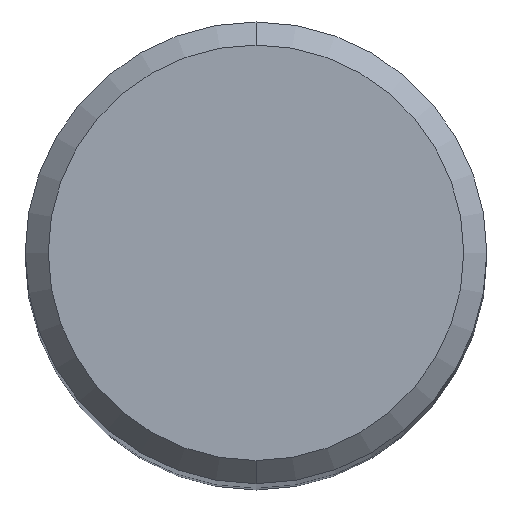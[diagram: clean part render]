
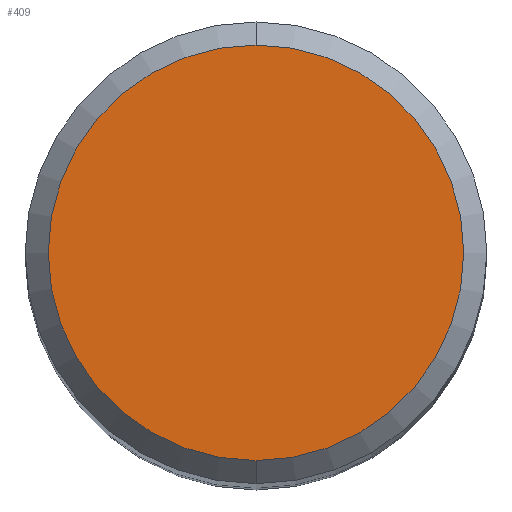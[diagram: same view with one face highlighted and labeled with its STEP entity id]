
A CAD part, top view. The second image highlights one B-rep face of the part: STEP entity #409.
In plain terms, the highlighted planar face has unit normal (0, 0, 1).
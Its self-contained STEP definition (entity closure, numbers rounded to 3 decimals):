
#375=VERTEX_POINT('',#686);
#387=EDGE_CURVE('',#375,#391,#699,.T.);
#391=VERTEX_POINT('',#704);
#393=EDGE_CURVE('',#391,#375,#706,.T.);
#409=ADVANCED_FACE('',(#723),#724,.T.);
#686=CARTESIAN_POINT('',(0.,-3.6,41.913));
#699=CIRCLE('',#1311,3.6);
#704=CARTESIAN_POINT('',(0.0,3.6,41.913));
#706=CIRCLE('',#1319,3.6);
#723=FACE_OUTER_BOUND('',#1358,.T.);
#724=PLANE('',#1359);
#1311=AXIS2_PLACEMENT_3D('',#1661,#1662,#1663);
#1319=AXIS2_PLACEMENT_3D('',#1672,#1673,#1674);
#1358=EDGE_LOOP('',(#1688,#1689));
#1359=AXIS2_PLACEMENT_3D('',#1690,#1691,#1692);
#1661=CARTESIAN_POINT('',(0.0,0.0,41.913));
#1662=DIRECTION('',(0.0,0.0,-1.0));
#1663=DIRECTION('',(0.0,1.0,0.0));
#1672=CARTESIAN_POINT('',(0.0,0.0,41.913));
#1673=DIRECTION('',(0.0,0.0,-1.0));
#1674=DIRECTION('',(0.0,1.0,0.0));
#1688=ORIENTED_EDGE('',*,*,#393,.F.);
#1689=ORIENTED_EDGE('',*,*,#387,.F.);
#1690=CARTESIAN_POINT('',(0.0,1.8,41.913));
#1691=DIRECTION('',(-0.0,0.0,1.0));
#1692=DIRECTION('',(0.0,-1.0,0.0));
